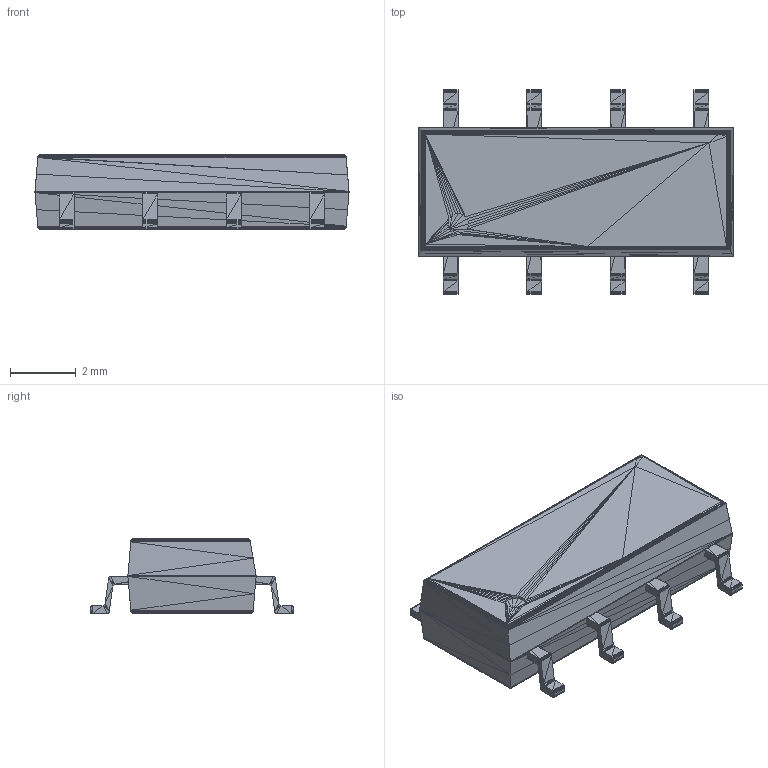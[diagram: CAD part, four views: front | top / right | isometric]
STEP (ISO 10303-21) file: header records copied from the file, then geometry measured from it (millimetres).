
FILE_DESCRIPTION(('FreeCAD Model'),'2;1');
FILE_NAME('Open CASCADE Shape Model','2023-02-08T14:33:16',(''),(''), 'Open CASCADE STEP processor 7.6','FreeCAD','Unknown');
FILE_SCHEMA(('AUTOMOTIVE_DESIGN { 1 0 10303 214 1 1 1 1 }'));
Length unit declared in the file: inch
Products named in the file (3): Unnamed; cpc2317M_body001; cpc2317M_pins001 (Solid)
Assembly tree (2 placements, depth 2):
  Unnamed
    cpc2317M_body001
    cpc2317M_pins001 (Solid)
Bounding box: 9.55 x 6.2 x 2.3 mm (x, y, z)
Volume: 6.2 mm3; surface area: 194.9 mm2
Topology: 1 solids, 616 shells, 2935 faces, 5325 edges, 3007 vertices
Faces by surface type: plane 2935
Entity records: 71763 total; most frequent: CARTESIAN_POINT 11270, DIRECTION 11201, ORIENTED_EDGE 8805, EDGE_CURVE 5325, LINE 5325, VECTOR 5325, VERTEX_POINT 3007, AXIS2_PLACEMENT_3D 2938
